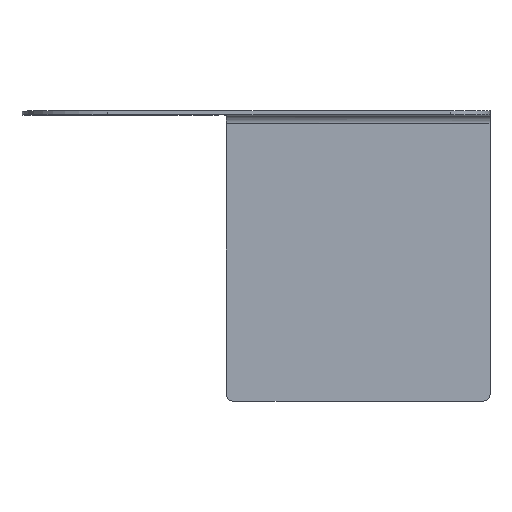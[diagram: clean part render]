
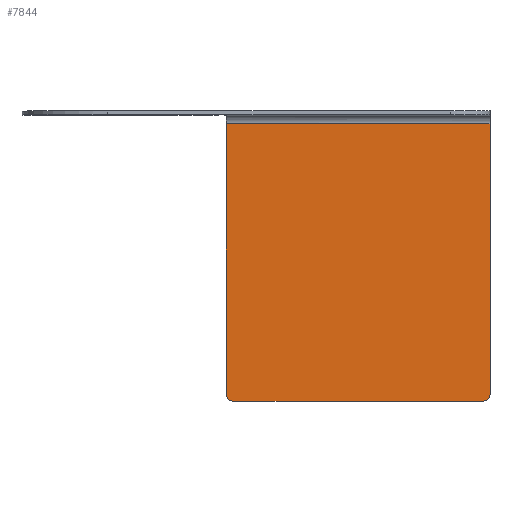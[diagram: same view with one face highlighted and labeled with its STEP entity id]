
A CAD part, top view. The second image highlights one B-rep face of the part: STEP entity #7844.
In plain terms, the highlighted planar face has unit normal (0, 0, 1).
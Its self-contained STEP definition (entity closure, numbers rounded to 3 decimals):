
#1769=DIRECTION('',(-1.,0.,0.));
#1770=VECTOR('',#1769,80.);
#1771=CARTESIAN_POINT('',(116.,-3.8,1.2));
#1772=LINE('',#1771,#1770);
#1820=CARTESIAN_POINT('',(38.,-86.,1.2));
#1821=DIRECTION('',(0.,0.,1.));
#1822=DIRECTION('',(-1.,0.,0.));
#1823=AXIS2_PLACEMENT_3D('',#1820,#1821,#1822);
#1825=DIRECTION('',(0.,1.,0.));
#1826=VECTOR('',#1825,82.2);
#1827=CARTESIAN_POINT('',(36.,-86.,1.2));
#1828=LINE('',#1827,#1826);
#1829=DIRECTION('',(0.,-1.,0.));
#1830=VECTOR('',#1829,82.2);
#1831=CARTESIAN_POINT('',(116.,-3.8,1.2));
#1832=LINE('',#1831,#1830);
#1833=CARTESIAN_POINT('',(114.,-86.,1.2));
#1834=DIRECTION('',(0.,0.,1.));
#1835=DIRECTION('',(0.,-1.,0.));
#1836=AXIS2_PLACEMENT_3D('',#1833,#1834,#1835);
#1838=DIRECTION('',(-1.,0.,0.));
#1839=VECTOR('',#1838,76.);
#1840=CARTESIAN_POINT('',(114.,-88.,1.2));
#1841=LINE('',#1840,#1839);
#4968=CARTESIAN_POINT('',(116.,-3.8,1.2));
#4969=CARTESIAN_POINT('',(36.,-3.8,1.2));
#4970=VERTEX_POINT('',#4968);
#4971=VERTEX_POINT('',#4969);
#5006=CARTESIAN_POINT('',(36.,-86.,1.2));
#5007=VERTEX_POINT('',#5006);
#5008=CARTESIAN_POINT('',(38.,-88.,1.2));
#5009=VERTEX_POINT('',#5008);
#5014=CARTESIAN_POINT('',(114.,-88.,1.2));
#5015=VERTEX_POINT('',#5014);
#5016=CARTESIAN_POINT('',(116.,-86.,1.2));
#5017=VERTEX_POINT('',#5016);
#7829=CARTESIAN_POINT('',(94.616,0.,1.2));
#7830=DIRECTION('',(0.,0.,1.));
#7831=DIRECTION('',(-1.,0.,0.));
#7832=AXIS2_PLACEMENT_3D('',#7829,#7830,#7831);
#7833=PLANE('',#7832);
#7834=ORIENTED_EDGE('',*,*,#7791,.F.);
#7835=ORIENTED_EDGE('',*,*,#7778,.T.);
#7836=ORIENTED_EDGE('',*,*,#7735,.F.);
#7838=ORIENTED_EDGE('',*,*,#7837,.T.);
#7840=ORIENTED_EDGE('',*,*,#7839,.F.);
#7841=ORIENTED_EDGE('',*,*,#7821,.T.);
#7842=EDGE_LOOP('',(#7834,#7835,#7836,#7838,#7840,#7841));
#7843=FACE_OUTER_BOUND('',#7842,.F.);
#7844=ADVANCED_FACE('',(#7843),#7833,.T.);
#1824=CIRCLE('',#1823,2.);
#1837=CIRCLE('',#1836,2.);
#7735=EDGE_CURVE('',#4970,#4971,#1772,.T.);
#7778=EDGE_CURVE('',#5007,#4971,#1828,.T.);
#7791=EDGE_CURVE('',#5007,#5009,#1824,.T.);
#7821=EDGE_CURVE('',#5015,#5009,#1841,.T.);
#7837=EDGE_CURVE('',#4970,#5017,#1832,.T.);
#7839=EDGE_CURVE('',#5015,#5017,#1837,.T.);
